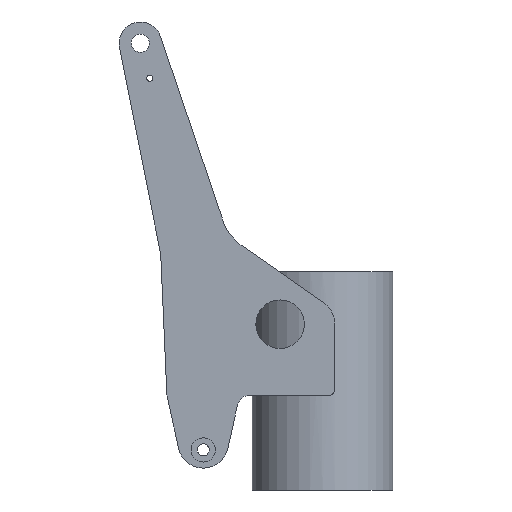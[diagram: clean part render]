
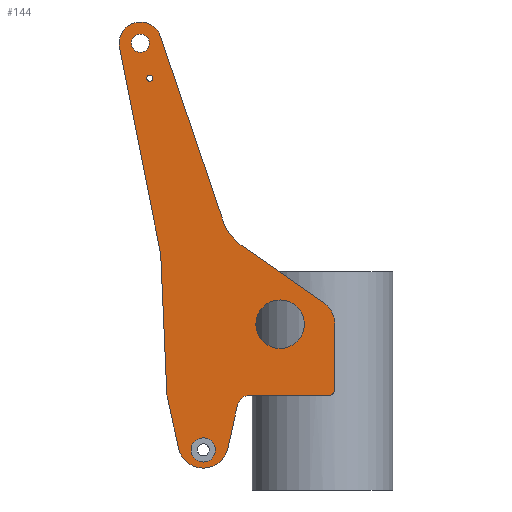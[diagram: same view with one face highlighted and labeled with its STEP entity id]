
A CAD part, left-side view. The second image highlights one B-rep face of the part: STEP entity #144.
In plain terms, the highlighted planar face has unit normal (-1, 0, 0).
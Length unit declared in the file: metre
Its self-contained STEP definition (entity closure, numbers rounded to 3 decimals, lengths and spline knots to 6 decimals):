
#144 = ADVANCED_FACE( '', ( #337, #338, #339, #340, #341 ), #342, .F. );
#337 = FACE_BOUND( '', #570, .T. );
#338 = FACE_BOUND( '', #571, .T. );
#339 = FACE_BOUND( '', #572, .T. );
#340 = FACE_OUTER_BOUND( '', #573, .T. );
#341 = FACE_BOUND( '', #574, .T. );
#342 = PLANE( '', #575 );
#570 = EDGE_LOOP( '', ( #975 ) );
#571 = EDGE_LOOP( '', ( #976 ) );
#572 = EDGE_LOOP( '', ( #977 ) );
#573 = EDGE_LOOP( '', ( #978, #979, #980, #981, #982, #983, #984, #985, #986, #987, #988, #989, #990, #991, #992 ) );
#574 = EDGE_LOOP( '', ( #993 ) );
#575 = AXIS2_PLACEMENT_3D( '', #994, #995, #996 );
#975 = ORIENTED_EDGE( '', *, *, #1278, .T. );
#976 = ORIENTED_EDGE( '', *, *, #1386, .T. );
#977 = ORIENTED_EDGE( '', *, *, #1310, .T. );
#978 = ORIENTED_EDGE( '', *, *, #1387, .T. );
#979 = ORIENTED_EDGE( '', *, *, #1288, .T. );
#980 = ORIENTED_EDGE( '', *, *, #1388, .F. );
#981 = ORIENTED_EDGE( '', *, *, #1301, .T. );
#982 = ORIENTED_EDGE( '', *, *, #1281, .T. );
#983 = ORIENTED_EDGE( '', *, *, #1389, .F. );
#984 = ORIENTED_EDGE( '', *, *, #1356, .T. );
#985 = ORIENTED_EDGE( '', *, *, #1338, .F. );
#986 = ORIENTED_EDGE( '', *, *, #1384, .T. );
#987 = ORIENTED_EDGE( '', *, *, #1350, .T. );
#988 = ORIENTED_EDGE( '', *, *, #1274, .T. );
#989 = ORIENTED_EDGE( '', *, *, #1307, .F. );
#990 = ORIENTED_EDGE( '', *, *, #1390, .T. );
#991 = ORIENTED_EDGE( '', *, *, #1391, .F. );
#992 = ORIENTED_EDGE( '', *, *, #1392, .T. );
#993 = ORIENTED_EDGE( '', *, *, #1354, .T. );
#994 = CARTESIAN_POINT( '', ( -0.078759, -2.709105, 0.563471 ) );
#995 = DIRECTION( '', ( 1., 0., 0. ) );
#996 = DIRECTION( '', ( 0., 1., 0. ) );
#1274 = EDGE_CURVE( '', #1522, #1520, #1523, .T. );
#1278 = EDGE_CURVE( '', #1528, #1528, #1529, .T. );
#1281 = EDGE_CURVE( '', #1533, #1534, #1535, .T. );
#1288 = EDGE_CURVE( '', #1545, #1546, #1547, .T. );
#1301 = EDGE_CURVE( '', #1566, #1533, #1567, .T. );
#1307 = EDGE_CURVE( '', #1574, #1520, #1576, .T. );
#1310 = EDGE_CURVE( '', #1580, #1580, #1581, .T. );
#1338 = EDGE_CURVE( '', #1628, #1629, #1630, .T. );
#1350 = EDGE_CURVE( '', #1646, #1522, #1647, .T. );
#1354 = EDGE_CURVE( '', #1652, #1652, #1653, .T. );
#1356 = EDGE_CURVE( '', #1655, #1629, #1656, .T. );
#1384 = EDGE_CURVE( '', #1628, #1646, #1693, .T. );
#1386 = EDGE_CURVE( '', #1695, #1695, #1696, .T. );
#1387 = EDGE_CURVE( '', #1697, #1545, #1698, .T. );
#1388 = EDGE_CURVE( '', #1566, #1546, #1699, .T. );
#1389 = EDGE_CURVE( '', #1655, #1534, #1700, .T. );
#1390 = EDGE_CURVE( '', #1574, #1701, #1702, .T. );
#1391 = EDGE_CURVE( '', #1703, #1701, #1704, .T. );
#1392 = EDGE_CURVE( '', #1703, #1697, #1705, .T. );
#1520 = VERTEX_POINT( '', #1858 );
#1522 = VERTEX_POINT( '', #1861 );
#1523 = LINE( '', #1862, #1863 );
#1528 = VERTEX_POINT( '', #1870 );
#1529 = CIRCLE( '', #1871, 0.009525 );
#1533 = VERTEX_POINT( '', #1875 );
#1534 = VERTEX_POINT( '', #1876 );
#1535 = LINE( '', #1877, #1878 );
#1545 = VERTEX_POINT( '', #1891 );
#1546 = VERTEX_POINT( '', #1892 );
#1547 = LINE( '', #1893, #1894 );
#1566 = VERTEX_POINT( '', #1940 );
#1567 = LINE( '', #1941, #1942 );
#1574 = VERTEX_POINT( '', #1972 );
#1576 = CIRCLE( '', #1975, 0.00635 );
#1580 = VERTEX_POINT( '', #1979 );
#1581 = CIRCLE( '', #1980, 0.0254 );
#1628 = VERTEX_POINT( '', #2070 );
#1629 = VERTEX_POINT( '', #2071 );
#1630 = CIRCLE( '', #2072, 0.026423 );
#1646 = VERTEX_POINT( '', #2094 );
#1647 = CIRCLE( '', #2095, 0.0127 );
#1652 = VERTEX_POINT( '', #2101 );
#1653 = CIRCLE( '', #2102, 0.0127 );
#1655 = VERTEX_POINT( '', #2104 );
#1656 = LINE( '', #2105, #2106 );
#1693 = LINE( '', #2158, #2159 );
#1695 = VERTEX_POINT( '', #2161 );
#1696 = CIRCLE( '', #2162, 0.003175 );
#1697 = VERTEX_POINT( '', #2163 );
#1698 = CIRCLE( '', #2164, 0.0508 );
#1699 = CIRCLE( '', #2165, 0.022225 );
#1700 = CIRCLE( '', #2166, 0.0254 );
#1701 = VERTEX_POINT( '', #2167 );
#1702 = LINE( '', #2168, #2169 );
#1703 = VERTEX_POINT( '', #2170 );
#1704 = CIRCLE( '', #2171, 0.0254 );
#1705 = LINE( '', #2172, #2173 );
#1858 = CARTESIAN_POINT( '', ( -0.078759, -2.84287, 0.804099 ) );
#1861 = CARTESIAN_POINT( '', ( -0.078759, -2.759844, 0.804099 ) );
#1862 = CARTESIAN_POINT( '', ( -0.078759, -2.801357, 0.804099 ) );
#1863 = VECTOR( '', #2306, 1. );
#1870 = CARTESIAN_POINT( '', ( -0.078759, -2.645626, 1.163725 ) );
#1871 = AXIS2_PLACEMENT_3D( '', #2309, #2310, #2311 );
#1875 = CARTESIAN_POINT( '', ( -0.078759, -2.666986, 0.952171 ) );
#1876 = CARTESIAN_POINT( '', ( -0.078759, -2.673354, 0.806319 ) );
#1877 = CARTESIAN_POINT( '', ( -0.078759, -2.67017, 0.879245 ) );
#1878 = VECTOR( '', #2315, 1. );
#1891 = CARTESIAN_POINT( '', ( -0.078759, -2.732323, 0.986862 ) );
#1892 = CARTESIAN_POINT( '', ( -0.078759, -2.666673, 1.18039 ) );
#1893 = CARTESIAN_POINT( '', ( -0.078759, -2.699498, 1.083626 ) );
#1894 = VECTOR( '', #2322, 1. );
#1940 = CARTESIAN_POINT( '', ( -0.078759, -2.623829, 1.16891 ) );
#1941 = CARTESIAN_POINT( '', ( -0.078759, -2.645408, 1.06054 ) );
#1942 = VECTOR( '', #2335, 1. );
#1972 = CARTESIAN_POINT( '', ( -0.078759, -2.84922, 0.810449 ) );
#1975 = AXIS2_PLACEMENT_3D( '', #2339, #2340, #2341 );
#1979 = CARTESIAN_POINT( '', ( -0.078759, -2.79207, 0.853353 ) );
#1980 = AXIS2_PLACEMENT_3D( '', #2345, #2346, #2347 );
#2070 = CARTESIAN_POINT( '', ( -0.078759, -2.737348, 0.748603 ) );
#2071 = CARTESIAN_POINT( '', ( -0.078759, -2.685755, 0.748603 ) );
#2072 = AXIS2_PLACEMENT_3D( '', #2396, #2397, #2398 );
#2094 = CARTESIAN_POINT( '', ( -0.078759, -2.747445, 0.794148 ) );
#2095 = AXIS2_PLACEMENT_3D( '', #2411, #2412, #2413 );
#2101 = CARTESIAN_POINT( '', ( -0.078759, -2.711551, 0.734249 ) );
#2102 = AXIS2_PLACEMENT_3D( '', #2418, #2419, #2420 );
#2104 = CARTESIAN_POINT( '', ( -0.078759, -2.673932, 0.80193 ) );
#2105 = CARTESIAN_POINT( '', ( -0.078759, -2.679843, 0.775267 ) );
#2106 = VECTOR( '', #2421, 1. );
#2158 = CARTESIAN_POINT( '', ( -0.078759, -2.742397, 0.771376 ) );
#2159 = VECTOR( '', #2455, 1. );
#2161 = CARTESIAN_POINT( '', ( -0.078759, -2.655487, 1.133273 ) );
#2162 = AXIS2_PLACEMENT_3D( '', #2456, #2457, #2458 );
#2163 = CARTESIAN_POINT( '', ( -0.078759, -2.751293, 0.961568 ) );
#2164 = AXIS2_PLACEMENT_3D( '', #2459, #2460, #2461 );
#2165 = AXIS2_PLACEMENT_3D( '', #2462, #2463, #2464 );
#2166 = AXIS2_PLACEMENT_3D( '', #2465, #2466, #2467 );
#2167 = CARTESIAN_POINT( '', ( -0.078759, -2.84922, 0.879777 ) );
#2168 = CARTESIAN_POINT( '', ( -0.078759, -2.84922, 0.845113 ) );
#2169 = VECTOR( '', #2468, 1. );
#2170 = CARTESIAN_POINT( '', ( -0.078759, -2.838389, 0.900583 ) );
#2171 = AXIS2_PLACEMENT_3D( '', #2469, #2470, #2471 );
#2172 = CARTESIAN_POINT( '', ( -0.078759, -2.794841, 0.931076 ) );
#2173 = VECTOR( '', #2472, 1. );
#2306 = DIRECTION( '', ( 0., -1., 0. ) );
#2309 = CARTESIAN_POINT( '', ( -0.078759, -2.645626, 1.17325 ) );
#2310 = DIRECTION( '', ( 1., 0., 0. ) );
#2311 = DIRECTION( '', ( 0., 0., -1. ) );
#2315 = DIRECTION( '', ( 0., -0.044, -0.999 ) );
#2322 = DIRECTION( '', ( 0., 0.321, 0.947 ) );
#2335 = DIRECTION( '', ( 0., -0.195, -0.981 ) );
#2339 = CARTESIAN_POINT( '', ( -0.078759, -2.84287, 0.810449 ) );
#2340 = DIRECTION( '', ( 1., 0., 0. ) );
#2341 = DIRECTION( '', ( 0., 0., -1. ) );
#2345 = CARTESIAN_POINT( '', ( -0.078759, -2.79207, 0.878753 ) );
#2346 = DIRECTION( '', ( 1., 0., 0. ) );
#2347 = DIRECTION( '', ( 0., 0., -1. ) );
#2396 = CARTESIAN_POINT( '', ( -0.078759, -2.711551, 0.754322 ) );
#2397 = DIRECTION( '', ( 1., 0., 0. ) );
#2398 = DIRECTION( '', ( 0., 0., -1. ) );
#2411 = CARTESIAN_POINT( '', ( -0.078759, -2.759844, 0.791399 ) );
#2412 = DIRECTION( '', ( 1., 0., 0. ) );
#2413 = DIRECTION( '', ( 0., 0., -1. ) );
#2418 = CARTESIAN_POINT( '', ( -0.078759, -2.711551, 0.746949 ) );
#2419 = DIRECTION( '', ( 1., 0., 0. ) );
#2420 = DIRECTION( '', ( 0., 0., -1. ) );
#2421 = DIRECTION( '', ( 0., -0.216, -0.976 ) );
#2455 = DIRECTION( '', ( 0., -0.216, 0.976 ) );
#2456 = CARTESIAN_POINT( '', ( -0.078759, -2.655487, 1.136448 ) );
#2457 = DIRECTION( '', ( 1., 0., 0. ) );
#2458 = DIRECTION( '', ( 0., 0., -1. ) );
#2459 = CARTESIAN_POINT( '', ( -0.078759, -2.780431, 1.003181 ) );
#2460 = DIRECTION( '', ( 1., 0., 0. ) );
#2461 = DIRECTION( '', ( 0., 0., -1. ) );
#2462 = CARTESIAN_POINT( '', ( -0.078759, -2.645626, 1.17325 ) );
#2463 = DIRECTION( '', ( 1., 0., 0. ) );
#2464 = DIRECTION( '', ( 0., 0., -1. ) );
#2465 = CARTESIAN_POINT( '', ( -0.078759, -2.69873, 0.807427 ) );
#2466 = DIRECTION( '', ( 1., 0., 0. ) );
#2467 = DIRECTION( '', ( 0., 0., -1. ) );
#2468 = DIRECTION( '', ( 0., 0., 1. ) );
#2469 = CARTESIAN_POINT( '', ( -0.078759, -2.82382, 0.879777 ) );
#2470 = DIRECTION( '', ( 1., 0., 0. ) );
#2471 = DIRECTION( '', ( 0., 0., -1. ) );
#2472 = DIRECTION( '', ( 0., 0.819, 0.574 ) );
